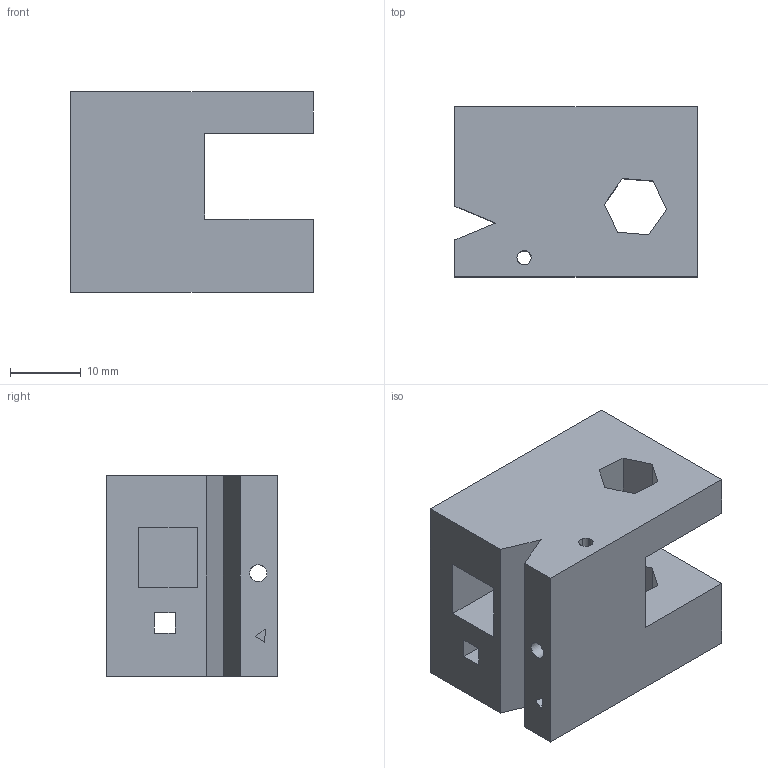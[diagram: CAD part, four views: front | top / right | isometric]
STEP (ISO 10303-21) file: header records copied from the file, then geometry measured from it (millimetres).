
FILE_DESCRIPTION(('Open CASCADE Model'),'2;1');
FILE_NAME('Open CASCADE Shape Model','2021-05-10T14:07:18',('Author'),( 'Open CASCADE'),'Open CASCADE STEP processor 7.4','Open CASCADE 7.4' ,'Unknown');
FILE_SCHEMA(('AUTOMOTIVE_DESIGN { 1 0 10303 214 1 1 1 1 }'));
Length unit declared in the file: millimetre
Products named in the file (1): Open CASCADE STEP translator 7.4 932
Bounding box: 34.17 x 24.02 x 28.29 mm (x, y, z)
Volume: 16269 mm3; surface area: 6809.9 mm2
Topology: 1 solids, 1 shells, 59 faces, 168 edges, 112 vertices
Faces by surface type: plane 50, cylinder 9
Full cylindrical faces by diameter (mm): 2.409 x1
Entity records: 6345 total; most frequent: CARTESIAN_POINT 3174, DIRECTION 513, ORIENTED_EDGE 336, LINE 336, VECTOR 336, PCURVE 336, DEFINITIONAL_REPRESENTATION 336, EDGE_CURVE 168
